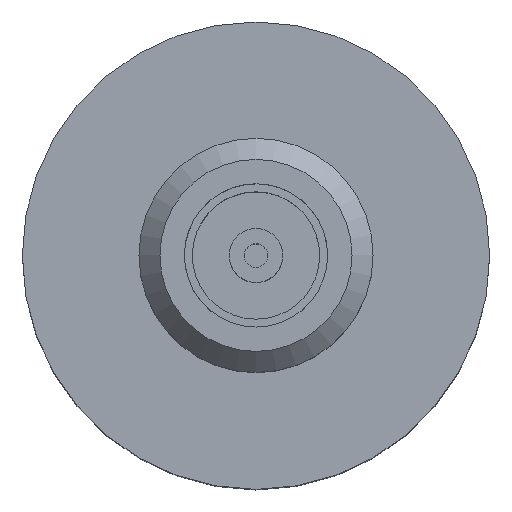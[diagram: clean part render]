
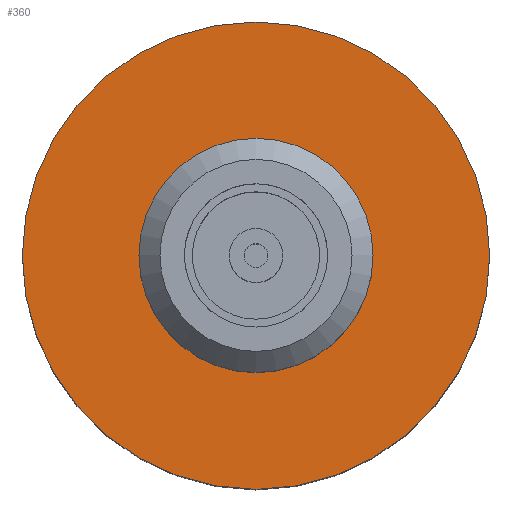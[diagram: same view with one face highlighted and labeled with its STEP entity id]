
A CAD part, top view. The second image highlights one B-rep face of the part: STEP entity #360.
In plain terms, the highlighted planar face has unit normal (0, 0, 1).
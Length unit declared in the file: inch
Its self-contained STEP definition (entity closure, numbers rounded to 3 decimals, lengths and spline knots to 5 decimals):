
#27=PLANE($,#427);
#55=FACE_BOUND($,#142,.T.);
#88=FACE_OUTER_BOUND($,#141,.T.);
#141=EDGE_LOOP($,(#301));
#142=EDGE_LOOP($,(#302));
#182=CIRCLE($,#419,0.499);
#184=CIRCLE($,#422,0.25);
#214=VERTEX_POINT($,#639);
#216=VERTEX_POINT($,#644);
#246=EDGE_CURVE($,#214,#214,#182,.T.);
#248=EDGE_CURVE($,#216,#216,#184,.T.);
#301=ORIENTED_EDGE($,*,*,#246,.T.);
#302=ORIENTED_EDGE($,*,*,#248,.F.);
#360=ADVANCED_FACE($,(#88,#55),#27,.T.);
#419=AXIS2_PLACEMENT_3D($,#640,#525,#526);
#422=AXIS2_PLACEMENT_3D($,#645,#531,#532);
#427=AXIS2_PLACEMENT_3D($,#652,#541,#542);
#525=DIRECTION('center_axis',(0.,0.,1.));
#526=DIRECTION('ref_axis',(1.,0.,0.));
#531=DIRECTION('center_axis',(0.,0.,1.));
#532=DIRECTION('ref_axis',(1.,0.,0.));
#541=DIRECTION('center_axis',(0.,0.,1.));
#542=DIRECTION('ref_axis',(1.,0.,0.));
#639=CARTESIAN_POINT('',(-0.499,0.,0.625));
#640=CARTESIAN_POINT('Origin',(0.,0.,0.625));
#644=CARTESIAN_POINT('',(0.25,0.,0.625));
#645=CARTESIAN_POINT('Origin',(0.,0.,
0.625));
#652=CARTESIAN_POINT('Origin',(0.,0.,
0.625));
